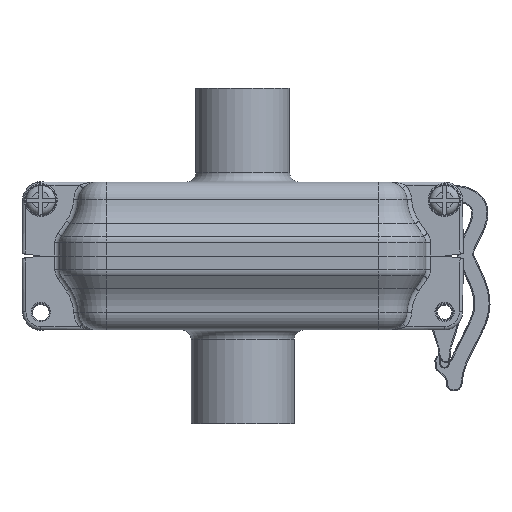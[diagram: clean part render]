
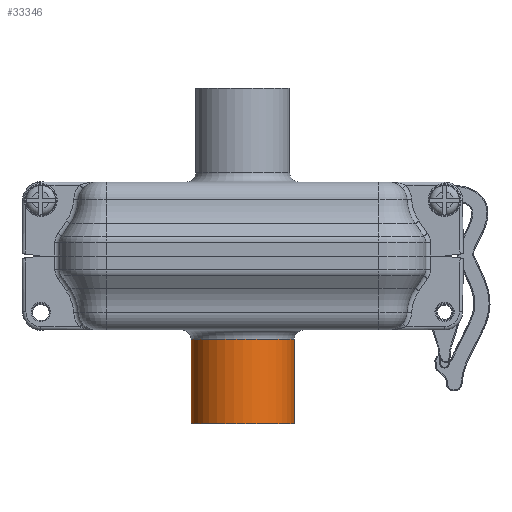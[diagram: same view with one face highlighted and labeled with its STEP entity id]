
A CAD part, front view. The second image highlights one B-rep face of the part: STEP entity #33346.
In plain terms, the highlighted cylindrical face has radius 11 mm (diameter 22 mm), a partial arc.
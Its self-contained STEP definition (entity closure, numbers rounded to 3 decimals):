
#891 = CARTESIAN_POINT ( 'NONE',  ( -22., -37., -2.75 ) ) ;
#950 = ORIENTED_EDGE ( 'NONE', *, *, #9327, .T. ) ;
#1070 = VERTEX_POINT ( 'NONE', #20838 ) ;
#1804 = CARTESIAN_POINT ( 'NONE',  ( -33., -37., -2.75 ) ) ;
#4482 = DIRECTION ( 'NONE',  ( -1., 0., 0. ) ) ;
#4617 = CIRCLE ( 'NONE', #10234, 11. ) ;
#4885 = EDGE_LOOP ( 'NONE', ( #10925, #9674, #950, #27134 ) ) ;
#5103 = DIRECTION ( 'NONE',  ( 0., 0., 1. ) ) ;
#5989 = EDGE_CURVE ( 'NONE', #28288, #7499, #11691, .T. ) ;
#7328 = CARTESIAN_POINT ( 'NONE',  ( -22., -37., -2.75 ) ) ;
#7499 = VERTEX_POINT ( 'NONE', #22454 ) ;
#7609 = CIRCLE ( 'NONE', #24887, 11. ) ;
#8153 = DIRECTION ( 'NONE',  ( 0., 0., 1. ) ) ;
#8670 = VECTOR ( 'NONE', #33620, 1000. ) ;
#9327 = EDGE_CURVE ( 'NONE', #21429, #1070, #22953, .T. ) ;
#9674 = ORIENTED_EDGE ( 'NONE', *, *, #26964, .F. ) ;
#10234 = AXIS2_PLACEMENT_3D ( 'NONE', #23508, #28797, #23865 ) ;
#10865 = VECTOR ( 'NONE', #5103, 1000. ) ;
#10925 = ORIENTED_EDGE ( 'NONE', *, *, #5989, .F. ) ;
#11489 = AXIS2_PLACEMENT_3D ( 'NONE', #23817, #8153, #29211 ) ;
#11691 = LINE ( 'NONE', #30944, #10865 ) ;
#12200 = FACE_OUTER_BOUND ( 'NONE', #4885, .T. ) ;
#14886 = CARTESIAN_POINT ( 'NONE',  ( -44., -37., -2.75 ) ) ;
#17155 = EDGE_CURVE ( 'NONE', #1070, #7499, #4617, .T. ) ;
#20838 = CARTESIAN_POINT ( 'NONE',  ( -22., -37., 15.25 ) ) ;
#21429 = VERTEX_POINT ( 'NONE', #891 ) ;
#22421 = CYLINDRICAL_SURFACE ( 'NONE', #11489, 11. ) ;
#22454 = CARTESIAN_POINT ( 'NONE',  ( -44., -37., 15.25 ) ) ;
#22953 = LINE ( 'NONE', #7328, #8670 ) ;
#23508 = CARTESIAN_POINT ( 'NONE',  ( -33., -37., 15.25 ) ) ;
#23817 = CARTESIAN_POINT ( 'NONE',  ( -33., -37., -2.75 ) ) ;
#23865 = DIRECTION ( 'NONE',  ( 1., 0., 0. ) ) ;
#24887 = AXIS2_PLACEMENT_3D ( 'NONE', #1804, #32950, #4482 ) ;
#26964 = EDGE_CURVE ( 'NONE', #21429, #28288, #7609, .T. ) ;
#27134 = ORIENTED_EDGE ( 'NONE', *, *, #17155, .T. ) ;
#28288 = VERTEX_POINT ( 'NONE', #14886 ) ;
#28797 = DIRECTION ( 'NONE',  ( 0., 0., -1. ) ) ;
#29211 = DIRECTION ( 'NONE',  ( 1., 0., 0. ) ) ;
#30944 = CARTESIAN_POINT ( 'NONE',  ( -44., -37., -2.75 ) ) ;
#32950 = DIRECTION ( 'NONE',  ( 0., 0., -1. ) ) ;
#33346 = ADVANCED_FACE ( 'NONE', ( #12200 ), #22421, .T. ) ;
#33620 = DIRECTION ( 'NONE',  ( 0., 0., 1. ) ) ;
